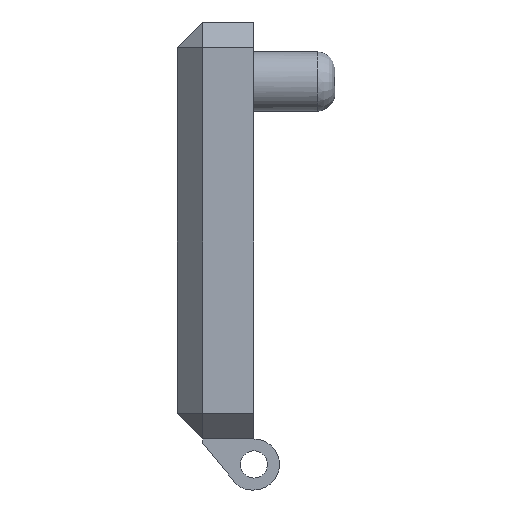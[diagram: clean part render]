
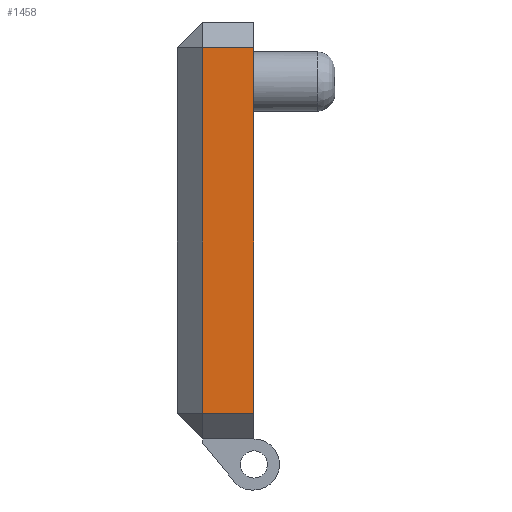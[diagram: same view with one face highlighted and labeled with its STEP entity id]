
A CAD part, left-side view. The second image highlights one B-rep face of the part: STEP entity #1458.
In plain terms, the highlighted planar face has unit normal (-1, 0, 0).
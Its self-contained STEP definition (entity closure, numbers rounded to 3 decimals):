
#332 = PLANE('',#333);
#333 = AXIS2_PLACEMENT_3D('',#334,#335,#336);
#334 = CARTESIAN_POINT('',(3.,-26.5,-10.5));
#335 = DIRECTION('',(0.,-1.,0.));
#336 = DIRECTION('',(1.,0.,0.));
#689 = EDGE_CURVE('',#690,#692,#694,.T.);
#690 = VERTEX_POINT('',#691);
#691 = CARTESIAN_POINT('',(3.,-26.5,-7.5));
#692 = VERTEX_POINT('',#693);
#693 = CARTESIAN_POINT('',(3.,-26.5,35.5));
#694 = SURFACE_CURVE('',#695,(#699,#706),.PCURVE_S1.);
#695 = LINE('',#696,#697);
#696 = CARTESIAN_POINT('',(3.,-26.5,-10.5));
#697 = VECTOR('',#698,1.);
#698 = DIRECTION('',(0.,0.,1.));
#699 = PCURVE('',#332,#700);
#700 = DEFINITIONAL_REPRESENTATION('',(#701),#705);
#701 = LINE('',#702,#703);
#702 = CARTESIAN_POINT('',(0.,0.));
#703 = VECTOR('',#704,1.);
#704 = DIRECTION('',(0.,1.));
#705 = ( GEOMETRIC_REPRESENTATION_CONTEXT(2) 
PARAMETRIC_REPRESENTATION_CONTEXT() REPRESENTATION_CONTEXT('2D SPACE',''
  ) );
#706 = PCURVE('',#707,#712);
#707 = PLANE('',#708);
#708 = AXIS2_PLACEMENT_3D('',#709,#710,#711);
#709 = CARTESIAN_POINT('',(3.,-17.5,-10.5));
#710 = DIRECTION('',(1.,0.,0.));
#711 = DIRECTION('',(0.,-1.,0.));
#712 = DEFINITIONAL_REPRESENTATION('',(#713),#717);
#713 = LINE('',#714,#715);
#714 = CARTESIAN_POINT('',(9.,0.));
#715 = VECTOR('',#716,1.);
#716 = DIRECTION('',(0.,-1.));
#717 = ( GEOMETRIC_REPRESENTATION_CONTEXT(2) 
PARAMETRIC_REPRESENTATION_CONTEXT() REPRESENTATION_CONTEXT('2D SPACE',''
  ) );
#735 = PLANE('',#736);
#736 = AXIS2_PLACEMENT_3D('',#737,#738,#739);
#737 = CARTESIAN_POINT('',(4.5,-17.5,-9.));
#738 = DIRECTION('',(-0.707,-0.,-0.707));
#739 = DIRECTION('',(-0.,1.,-0.));
#896 = PLANE('',#897);
#897 = AXIS2_PLACEMENT_3D('',#898,#899,#900);
#898 = CARTESIAN_POINT('',(4.5,-17.5,37.));
#899 = DIRECTION('',(0.707,0.,-0.707));
#900 = DIRECTION('',(-0.,1.,-0.));
#1458 = ADVANCED_FACE('',(#1459),#707,.F.);
#1459 = FACE_BOUND('',#1460,.F.);
#1460 = EDGE_LOOP('',(#1461,#1462,#1485,#1513));
#1461 = ORIENTED_EDGE('',*,*,#689,.F.);
#1462 = ORIENTED_EDGE('',*,*,#1463,.F.);
#1463 = EDGE_CURVE('',#1464,#690,#1466,.T.);
#1464 = VERTEX_POINT('',#1465);
#1465 = CARTESIAN_POINT('',(3.,-20.5,-7.5));
#1466 = SURFACE_CURVE('',#1467,(#1471,#1478),.PCURVE_S1.);
#1467 = LINE('',#1468,#1469);
#1468 = CARTESIAN_POINT('',(3.,-17.5,-7.5));
#1469 = VECTOR('',#1470,1.);
#1470 = DIRECTION('',(0.,-1.,0.));
#1471 = PCURVE('',#707,#1472);
#1472 = DEFINITIONAL_REPRESENTATION('',(#1473),#1477);
#1473 = LINE('',#1474,#1475);
#1474 = CARTESIAN_POINT('',(0.,-3.));
#1475 = VECTOR('',#1476,1.);
#1476 = DIRECTION('',(1.,0.));
#1477 = ( GEOMETRIC_REPRESENTATION_CONTEXT(2) 
PARAMETRIC_REPRESENTATION_CONTEXT() REPRESENTATION_CONTEXT('2D SPACE',''
  ) );
#1478 = PCURVE('',#735,#1479);
#1479 = DEFINITIONAL_REPRESENTATION('',(#1480),#1484);
#1480 = LINE('',#1481,#1482);
#1481 = CARTESIAN_POINT('',(-0.,-2.121));
#1482 = VECTOR('',#1483,1.);
#1483 = DIRECTION('',(-1.,0.));
#1484 = ( GEOMETRIC_REPRESENTATION_CONTEXT(2) 
PARAMETRIC_REPRESENTATION_CONTEXT() REPRESENTATION_CONTEXT('2D SPACE',''
  ) );
#1485 = ORIENTED_EDGE('',*,*,#1486,.T.);
#1486 = EDGE_CURVE('',#1464,#1487,#1489,.T.);
#1487 = VERTEX_POINT('',#1488);
#1488 = CARTESIAN_POINT('',(3.,-20.5,35.5));
#1489 = SURFACE_CURVE('',#1490,(#1494,#1501),.PCURVE_S1.);
#1490 = LINE('',#1491,#1492);
#1491 = CARTESIAN_POINT('',(3.,-20.5,-10.5));
#1492 = VECTOR('',#1493,1.);
#1493 = DIRECTION('',(0.,0.,1.));
#1494 = PCURVE('',#707,#1495);
#1495 = DEFINITIONAL_REPRESENTATION('',(#1496),#1500);
#1496 = LINE('',#1497,#1498);
#1497 = CARTESIAN_POINT('',(3.,0.));
#1498 = VECTOR('',#1499,1.);
#1499 = DIRECTION('',(0.,-1.));
#1500 = ( GEOMETRIC_REPRESENTATION_CONTEXT(2) 
PARAMETRIC_REPRESENTATION_CONTEXT() REPRESENTATION_CONTEXT('2D SPACE',''
  ) );
#1501 = PCURVE('',#1502,#1507);
#1502 = PLANE('',#1503);
#1503 = AXIS2_PLACEMENT_3D('',#1504,#1505,#1506);
#1504 = CARTESIAN_POINT('',(4.5,-19.,-10.5));
#1505 = DIRECTION('',(-0.707,0.707,0.));
#1506 = DIRECTION('',(0.,0.,1.));
#1507 = DEFINITIONAL_REPRESENTATION('',(#1508),#1512);
#1508 = LINE('',#1509,#1510);
#1509 = CARTESIAN_POINT('',(0.,-2.121));
#1510 = VECTOR('',#1511,1.);
#1511 = DIRECTION('',(1.,0.));
#1512 = ( GEOMETRIC_REPRESENTATION_CONTEXT(2) 
PARAMETRIC_REPRESENTATION_CONTEXT() REPRESENTATION_CONTEXT('2D SPACE',''
  ) );
#1513 = ORIENTED_EDGE('',*,*,#1514,.T.);
#1514 = EDGE_CURVE('',#1487,#692,#1515,.T.);
#1515 = SURFACE_CURVE('',#1516,(#1520,#1527),.PCURVE_S1.);
#1516 = LINE('',#1517,#1518);
#1517 = CARTESIAN_POINT('',(3.,-17.5,35.5));
#1518 = VECTOR('',#1519,1.);
#1519 = DIRECTION('',(0.,-1.,0.));
#1520 = PCURVE('',#707,#1521);
#1521 = DEFINITIONAL_REPRESENTATION('',(#1522),#1526);
#1522 = LINE('',#1523,#1524);
#1523 = CARTESIAN_POINT('',(0.,-46.));
#1524 = VECTOR('',#1525,1.);
#1525 = DIRECTION('',(1.,0.));
#1526 = ( GEOMETRIC_REPRESENTATION_CONTEXT(2) 
PARAMETRIC_REPRESENTATION_CONTEXT() REPRESENTATION_CONTEXT('2D SPACE',''
  ) );
#1527 = PCURVE('',#896,#1528);
#1528 = DEFINITIONAL_REPRESENTATION('',(#1529),#1533);
#1529 = LINE('',#1530,#1531);
#1530 = CARTESIAN_POINT('',(-0.,-2.121));
#1531 = VECTOR('',#1532,1.);
#1532 = DIRECTION('',(-1.,0.));
#1533 = ( GEOMETRIC_REPRESENTATION_CONTEXT(2) 
PARAMETRIC_REPRESENTATION_CONTEXT() REPRESENTATION_CONTEXT('2D SPACE',''
  ) );
